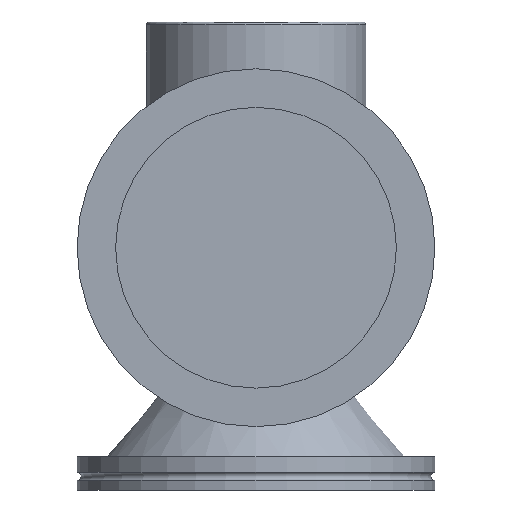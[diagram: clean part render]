
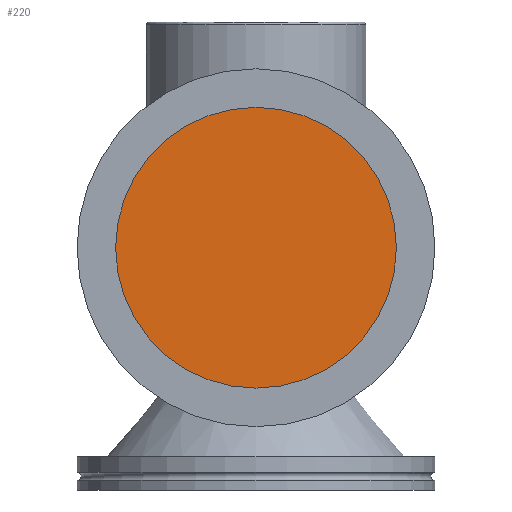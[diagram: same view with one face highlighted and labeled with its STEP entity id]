
A CAD part, left-side view. The second image highlights one B-rep face of the part: STEP entity #220.
In plain terms, the highlighted face is planar.
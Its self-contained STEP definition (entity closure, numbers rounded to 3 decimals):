
#220 = ADVANCED_FACE( '', ( #438 ), #439, .T. );
#438 = FACE_OUTER_BOUND( '', #720, .T. );
#439 = PLANE( '', #721 );
#720 = EDGE_LOOP( '', ( #1022 ) );
#721 = AXIS2_PLACEMENT_3D( '', #1023, #1024, #1025 );
#1022 = ORIENTED_EDGE( '', *, *, #1367, .T. );
#1023 = CARTESIAN_POINT( '', ( -51., 0., 11.5 ) );
#1024 = DIRECTION( '', ( 0., 0., -1. ) );
#1025 = DIRECTION( '', ( -1., 0., 0. ) );
#1367 = EDGE_CURVE( '', #1532, #1532, #1533, .T. );
#1532 = VERTEX_POINT( '', #1999 );
#1533 = CIRCLE( '', #2000, 51. );
#1999 = CARTESIAN_POINT( '', ( -51., 0., 11.5 ) );
#2000 = AXIS2_PLACEMENT_3D( '', #2324, #2325, #2326 );
#2324 = CARTESIAN_POINT( '', ( 0., 0., 11.5 ) );
#2325 = DIRECTION( '', ( 0., 0., -1. ) );
#2326 = DIRECTION( '', ( -1., 0., 0. ) );
